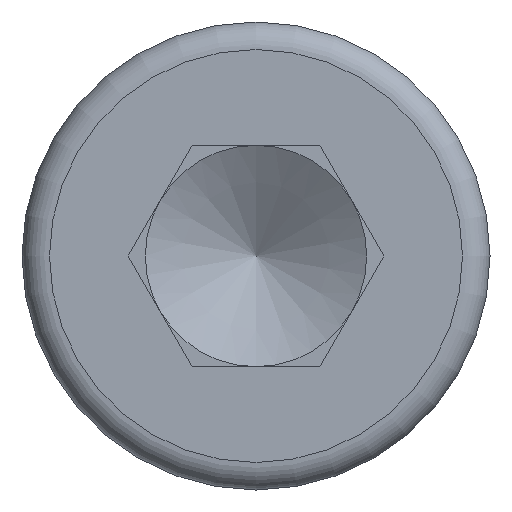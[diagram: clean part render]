
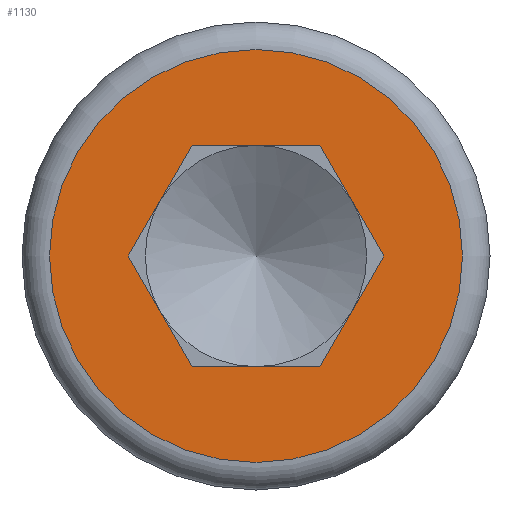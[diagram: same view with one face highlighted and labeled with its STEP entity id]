
A CAD part, left-side view. The second image highlights one B-rep face of the part: STEP entity #1130.
In plain terms, the highlighted planar face has unit normal (-1, 0, 0).
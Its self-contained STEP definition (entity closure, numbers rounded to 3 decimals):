
#17 = EDGE_CURVE ( 'NONE', #1951, #1951, #3257, .T. ) ;
#24 = VECTOR ( 'NONE', #1307, 1000. ) ;
#25 = LINE ( 'NONE', #1561, #775 ) ;
#88 = VERTEX_POINT ( 'NONE', #1889 ) ;
#94 = LINE ( 'NONE', #1936, #855 ) ;
#97 = VECTOR ( 'NONE', #2589, 1000. ) ;
#141 = CARTESIAN_POINT ( 'NONE',  ( 0., 0., 3.75 ) ) ;
#191 = CARTESIAN_POINT ( 'NONE',  ( 0., 0., 0. ) ) ;
#408 = CARTESIAN_POINT ( 'NONE',  ( 0., 2.321, 0. ) ) ;
#420 = ORIENTED_EDGE ( 'NONE', *, *, #2100, .F. ) ;
#425 = DIRECTION ( 'NONE',  ( 0., 0., 1. ) ) ;
#475 = ORIENTED_EDGE ( 'NONE', *, *, #17, .T. ) ;
#577 = EDGE_CURVE ( 'NONE', #704, #2446, #3156, .T. ) ;
#603 = VERTEX_POINT ( 'NONE', #1572 ) ;
#643 = CARTESIAN_POINT ( 'NONE',  ( 0., -2.321, 0. ) ) ;
#653 = VECTOR ( 'NONE', #2371, 1000. ) ;
#704 = VERTEX_POINT ( 'NONE', #643 ) ;
#775 = VECTOR ( 'NONE', #1030, 1000. ) ;
#855 = VECTOR ( 'NONE', #2988, 1000. ) ;
#940 = CARTESIAN_POINT ( 'NONE',  ( 0., 1.16, 2.01 ) ) ;
#1030 = DIRECTION ( 'NONE',  ( 0., 1., 0. ) ) ;
#1047 = EDGE_LOOP ( 'NONE', ( #1524, #1264, #2581, #3115, #1266, #420 ) ) ;
#1130 = ADVANCED_FACE ( 'NONE', ( #1496, #2001 ), #2545, .T. ) ;
#1225 = EDGE_CURVE ( 'NONE', #88, #704, #3397, .T. ) ;
#1264 = ORIENTED_EDGE ( 'NONE', *, *, #2077, .F. ) ;
#1266 = ORIENTED_EDGE ( 'NONE', *, *, #3226, .F. ) ;
#1307 = DIRECTION ( 'NONE',  ( 0., -0.5, -0.866 ) ) ;
#1405 = EDGE_LOOP ( 'NONE', ( #475 ) ) ;
#1482 = CARTESIAN_POINT ( 'NONE',  ( 0., 0., 0. ) ) ;
#1496 = FACE_BOUND ( 'NONE', #1047, .T. ) ;
#1524 = ORIENTED_EDGE ( 'NONE', *, *, #2462, .T. ) ;
#1547 = AXIS2_PLACEMENT_3D ( 'NONE', #1482, #1992, #425 ) ;
#1561 = CARTESIAN_POINT ( 'NONE',  ( 0., -1.16, 2.01 ) ) ;
#1572 = CARTESIAN_POINT ( 'NONE',  ( 0., 2.321, 0. ) ) ;
#1874 = CARTESIAN_POINT ( 'NONE',  ( 0., 2.321, 0. ) ) ;
#1889 = CARTESIAN_POINT ( 'NONE',  ( 0., -1.16, 2.01 ) ) ;
#1936 = CARTESIAN_POINT ( 'NONE',  ( 0., 1.16, -2.01 ) ) ;
#1951 = VERTEX_POINT ( 'NONE', #141 ) ;
#1992 = DIRECTION ( 'NONE',  ( -1., 0., 0. ) ) ;
#2001 = FACE_OUTER_BOUND ( 'NONE', #1405, .T. ) ;
#2015 = VECTOR ( 'NONE', #2246, 1000. ) ;
#2062 = VERTEX_POINT ( 'NONE', #3131 ) ;
#2077 = EDGE_CURVE ( 'NONE', #88, #2324, #25, .T. ) ;
#2100 = EDGE_CURVE ( 'NONE', #603, #2062, #2877, .T. ) ;
#2246 = DIRECTION ( 'NONE',  ( 0., -0.5, 0.866 ) ) ;
#2324 = VERTEX_POINT ( 'NONE', #940 ) ;
#2371 = DIRECTION ( 'NONE',  ( 0., -0.5, -0.866 ) ) ;
#2446 = VERTEX_POINT ( 'NONE', #2573 ) ;
#2462 = EDGE_CURVE ( 'NONE', #603, #2324, #2763, .T. ) ;
#2545 = PLANE ( 'NONE',  #3101 ) ;
#2573 = CARTESIAN_POINT ( 'NONE',  ( 0., -1.16, -2.01 ) ) ;
#2581 = ORIENTED_EDGE ( 'NONE', *, *, #1225, .T. ) ;
#2589 = DIRECTION ( 'NONE',  ( 0., 0.5, -0.866 ) ) ;
#2763 = LINE ( 'NONE', #408, #2015 ) ;
#2869 = CARTESIAN_POINT ( 'NONE',  ( 0., -2.321, 0. ) ) ;
#2877 = LINE ( 'NONE', #1874, #653 ) ;
#2988 = DIRECTION ( 'NONE',  ( 0., -1., 0. ) ) ;
#3046 = DIRECTION ( 'NONE',  ( 0., 0., 1. ) ) ;
#3101 = AXIS2_PLACEMENT_3D ( 'NONE', #191, #3102, #3046 ) ;
#3102 = DIRECTION ( 'NONE',  ( -1., 0., 0. ) ) ;
#3115 = ORIENTED_EDGE ( 'NONE', *, *, #577, .T. ) ;
#3131 = CARTESIAN_POINT ( 'NONE',  ( 0., 1.16, -2.01 ) ) ;
#3156 = LINE ( 'NONE', #2869, #97 ) ;
#3173 = CARTESIAN_POINT ( 'NONE',  ( 0., -1.16, 2.01 ) ) ;
#3226 = EDGE_CURVE ( 'NONE', #2062, #2446, #94, .T. ) ;
#3257 = CIRCLE ( 'NONE', #1547, 3.75 ) ;
#3397 = LINE ( 'NONE', #3173, #24 ) ;
